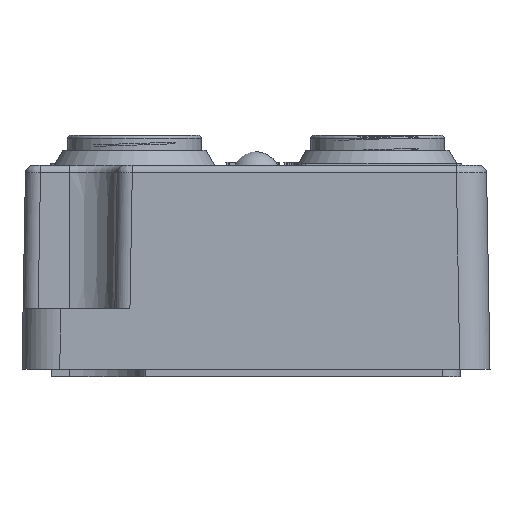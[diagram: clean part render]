
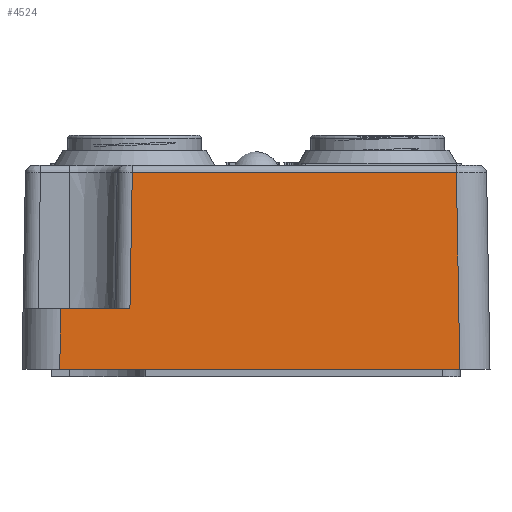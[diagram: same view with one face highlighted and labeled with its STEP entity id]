
A CAD part, front view. The second image highlights one B-rep face of the part: STEP entity #4524.
In plain terms, the highlighted planar face has unit normal (0, -1, 0.018).
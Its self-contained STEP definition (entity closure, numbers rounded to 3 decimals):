
#3687=FACE_OUTER_BOUND('',#8043,.T.);
#4524=ADVANCED_FACE('',(#3687),#5574,.T.);
#5574=PLANE('',#22623);
#8043=EDGE_LOOP('',(#9977,#9978,#9979,#9980,#9981,#9982));
#9977=ORIENTED_EDGE('',*,*,#17161,.T.);
#9978=ORIENTED_EDGE('',*,*,#17162,.T.);
#9979=ORIENTED_EDGE('',*,*,#17163,.T.);
#9980=ORIENTED_EDGE('',*,*,#17140,.F.);
#9981=ORIENTED_EDGE('',*,*,#17164,.T.);
#9982=ORIENTED_EDGE('',*,*,#17165,.T.);
#15248=VERTEX_POINT('',#30805);
#15249=VERTEX_POINT('',#30807);
#15267=VERTEX_POINT('',#30848);
#15268=VERTEX_POINT('',#30849);
#15269=VERTEX_POINT('',#30851);
#15270=VERTEX_POINT('',#30854);
#17140=EDGE_CURVE('',#15248,#15249,#19593,.T.);
#17161=EDGE_CURVE('',#15267,#15268,#19606,.T.);
#17162=EDGE_CURVE('',#15268,#15269,#19607,.T.);
#17163=EDGE_CURVE('',#15269,#15249,#19608,.T.);
#17164=EDGE_CURVE('',#15248,#15270,#19609,.T.);
#17165=EDGE_CURVE('',#15270,#15267,#19610,.T.);
#19593=LINE('',#30806,#21137);
#19606=LINE('',#30847,#21150);
#19607=LINE('',#30850,#21151);
#19608=LINE('',#30852,#21152);
#19609=LINE('',#30853,#21153);
#19610=LINE('',#30855,#21154);
#21137=VECTOR('',#24369,1.);
#21150=VECTOR('',#24402,1.);
#21151=VECTOR('',#24403,1.);
#21152=VECTOR('',#24404,1.);
#21153=VECTOR('',#24405,1.);
#21154=VECTOR('',#24406,1.);
#22623=AXIS2_PLACEMENT_3D('',#30856,#24407,#24408);
#24369=DIRECTION('',(-1.,0.,0.));
#24402=DIRECTION('',(-0.017,-0.017,-1.));
#24403=DIRECTION('',(-1.,0.,0.));
#24404=DIRECTION('',(-0.017,-0.017,-1.));
#24405=DIRECTION('',(-0.017,0.017,1.));
#24406=DIRECTION('',(-1.,0.,0.));
#24407=DIRECTION('',(0.,-1.,0.017));
#24408=DIRECTION('',(0.,-0.017,-1.));
#30805=CARTESIAN_POINT('',(228.85,-142.036,-13.5));
#30806=CARTESIAN_POINT('',(215.35,-142.036,-13.5));
#30807=CARTESIAN_POINT('',(202.35,-142.036,-13.5));
#30847=CARTESIAN_POINT('',(206.933,-142.034,-13.353));
#30848=CARTESIAN_POINT('',(207.157,-141.809,-0.491));
#30849=CARTESIAN_POINT('',(207.,-141.966,-9.5));
#30850=CARTESIAN_POINT('',(203.,-141.966,-9.5));
#30851=CARTESIAN_POINT('',(202.419,-141.966,-9.5));
#30852=CARTESIAN_POINT('',(202.354,-142.032,-13.276));
#30853=CARTESIAN_POINT('',(228.846,-142.032,-13.267));
#30854=CARTESIAN_POINT('',(228.623,-141.809,-0.491));
#30855=CARTESIAN_POINT('',(215.35,-141.809,-0.491));
#30856=CARTESIAN_POINT('',(215.35,-142.036,-13.5));
